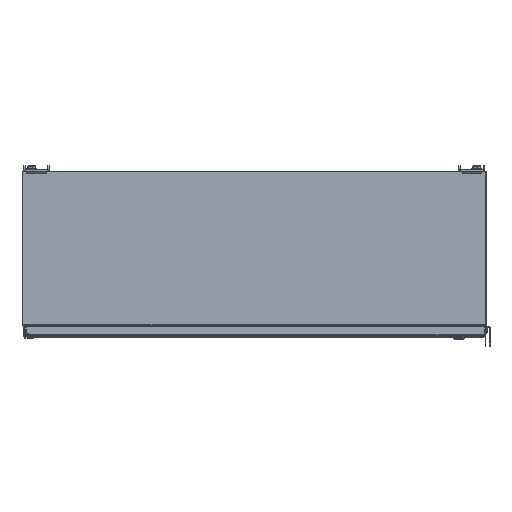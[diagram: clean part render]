
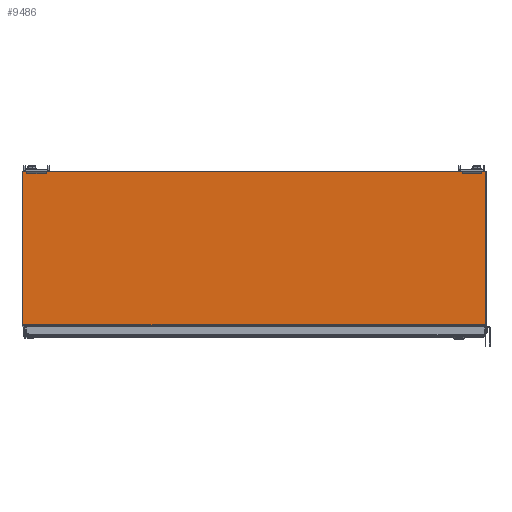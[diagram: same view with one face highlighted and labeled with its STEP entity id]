
A CAD part, top view. The second image highlights one B-rep face of the part: STEP entity #9486.
In plain terms, the highlighted planar face has unit normal (0, 0, 1).
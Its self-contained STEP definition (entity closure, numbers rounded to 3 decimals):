
#9486 = ADVANCED_FACE( '', ( #19307 ), #19308, .T. );
#19307 = FACE_OUTER_BOUND( '', #54849, .T. );
#19308 = PLANE( '', #54850 );
#54849 = EDGE_LOOP( '', ( #89780, #89781, #89782, #89783 ) );
#54850 = AXIS2_PLACEMENT_3D( '', #89784, #89785, #89786 );
#89780 = ORIENTED_EDGE( '', *, *, #101467, .T. );
#89781 = ORIENTED_EDGE( '', *, *, #102249, .T. );
#89782 = ORIENTED_EDGE( '', *, *, #103889, .T. );
#89783 = ORIENTED_EDGE( '', *, *, #99615, .T. );
#89784 = CARTESIAN_POINT( '', ( 0., 0., 0. ) );
#89785 = DIRECTION( '', ( 0., 0., 1. ) );
#89786 = DIRECTION( '', ( 1., 0., 0. ) );
#99615 = EDGE_CURVE( '', #113109, #113110, #113111, .T. );
#101467 = EDGE_CURVE( '', #113110, #115715, #115717, .T. );
#102249 = EDGE_CURVE( '', #115715, #116741, #116743, .T. );
#103889 = EDGE_CURVE( '', #116741, #113109, #118672, .T. );
#113109 = VERTEX_POINT( '', #143024 );
#113110 = VERTEX_POINT( '', #143025 );
#113111 = LINE( '', #143026, #143027 );
#115715 = VERTEX_POINT( '', #149536 );
#115717 = LINE( '', #149538, #149539 );
#116741 = VERTEX_POINT( '', #152043 );
#116743 = LINE( '', #152045, #152046 );
#118672 = LINE( '', #156814, #156815 );
#143024 = CARTESIAN_POINT( '', ( 455.676, 151.638, 0. ) );
#143025 = CARTESIAN_POINT( '', ( -455.676, 151.638, 0. ) );
#143026 = CARTESIAN_POINT( '', ( 455.676, 151.638, 0. ) );
#143027 = VECTOR( '', #161141, 1000. );
#149536 = CARTESIAN_POINT( '', ( -455.676, -149.301, 0. ) );
#149538 = CARTESIAN_POINT( '', ( -455.676, 151.638, 0. ) );
#149539 = VECTOR( '', #162289, 1000. );
#152043 = CARTESIAN_POINT( '', ( 455.676, -149.301, 0. ) );
#152045 = CARTESIAN_POINT( '', ( -455.676, -149.301, 0. ) );
#152046 = VECTOR( '', #162776, 1000. );
#156814 = CARTESIAN_POINT( '', ( 455.676, -151.638, 0. ) );
#156815 = VECTOR( '', #163636, 1000. );
#161141 = DIRECTION( '', ( -1., 0., 0. ) );
#162289 = DIRECTION( '', ( 0., -1., 0. ) );
#162776 = DIRECTION( '', ( 1., 0., 0. ) );
#163636 = DIRECTION( '', ( 0., 1., 0. ) );
